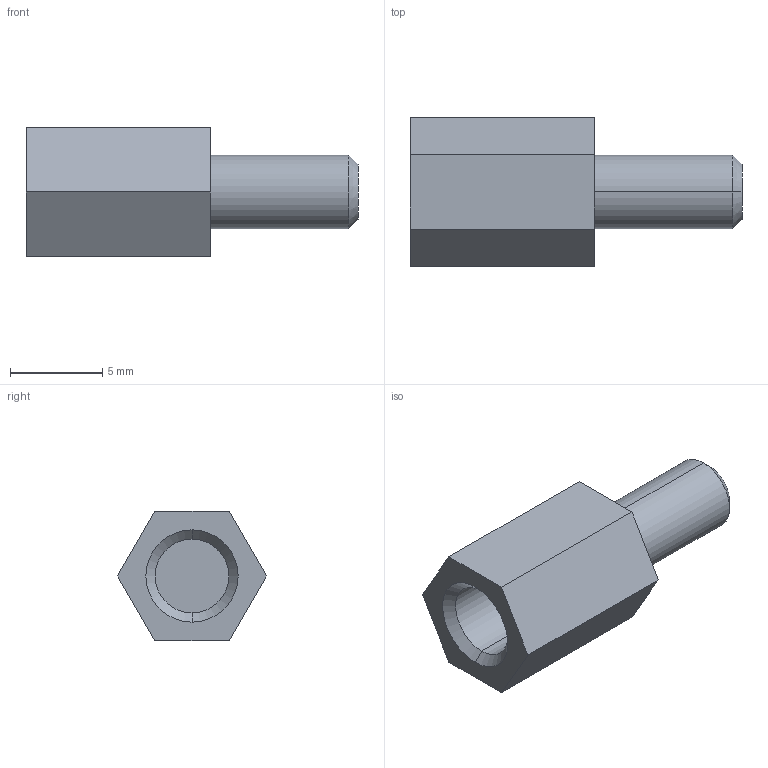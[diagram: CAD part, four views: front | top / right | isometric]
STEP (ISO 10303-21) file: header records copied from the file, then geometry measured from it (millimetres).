
FILE_DESCRIPTION(('STEP AP203'),'1');
FILE_NAME('dmh-m4x10.stp','2024-09-25T09:53:50',('TraceParts'),('TraceParts S.A.'),'Spatial InterOp 3D',' ',' ');
FILE_SCHEMA(('CONFIG_CONTROL_DESIGN'));
Length unit declared in the file: millimetre
Products named in the file (1): 1
Bounding box: 18 x 8.08 x 7 mm (x, y, z)
Volume: 420.9 mm3; surface area: 527.8 mm2
Topology: 1 solids, 1 shells, 261 faces, 683 edges, 454 vertices
Faces by surface type: plane 170, bspline 83, cone 4, cylinder 4
Entity records: 13307 total; most frequent: CARTESIAN_POINT 7386, ORIENTED_EDGE 1366, DIRECTION 887, EDGE_CURVE 683, LINE 505, VECTOR 505, VERTEX_POINT 454, EDGE_LOOP 291
